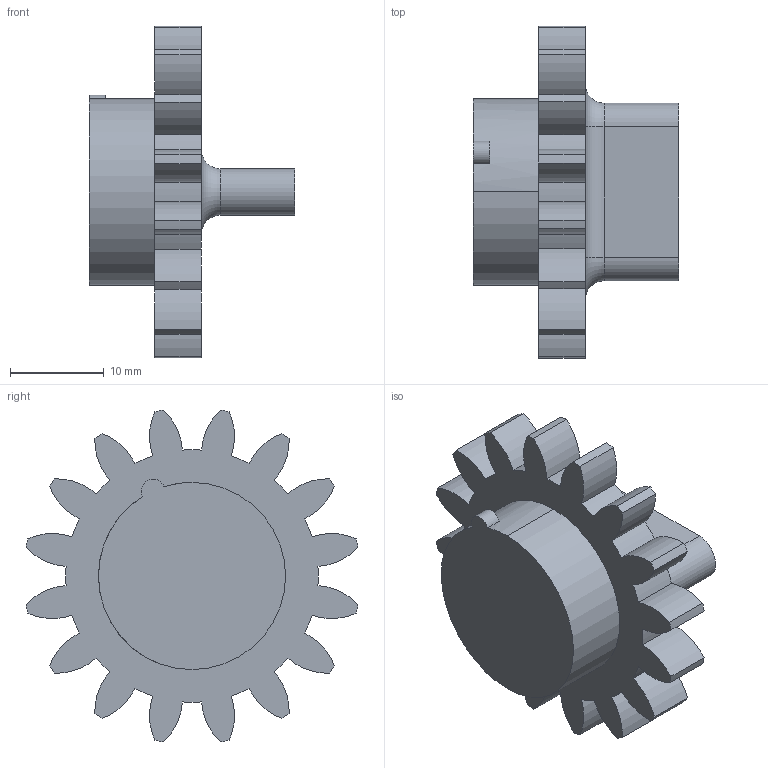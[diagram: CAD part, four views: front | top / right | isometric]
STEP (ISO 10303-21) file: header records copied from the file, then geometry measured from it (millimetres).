
FILE_DESCRIPTION (( 'STEP AP203' ), '1' );
FILE_NAME ('Mirrorspur gear.STEP', '2025-12-15T04:07:02', ( '' ), ( '' ), 'SwSTEP 2.0', 'SolidWorks 2023', '' );
FILE_SCHEMA (( 'CONFIG_CONTROL_DESIGN' ));
Length unit declared in the file: millimetre
Products named in the file (1): Mirrorspur gear_Metric - Spur gear 2M 16T 20PA 5FW ---S16N75H50L5N
Bounding box: 22 x 35.48 x 35.48 mm (x, y, z)
Volume: 6983.2 mm3; surface area: 3403.4 mm2
Topology: 1 solids, 1 shells, 85 faces, 239 edges, 158 vertices
Faces by surface type: cylinder 76, plane 7, torus 2
Entity records: 2912 total; most frequent: DIRECTION 567, CARTESIAN_POINT 483, ORIENTED_EDGE 478, AXIS2_PLACEMENT_3D 242, EDGE_CURVE 239, VERTEX_POINT 158, CIRCLE 156, EDGE_LOOP 87
